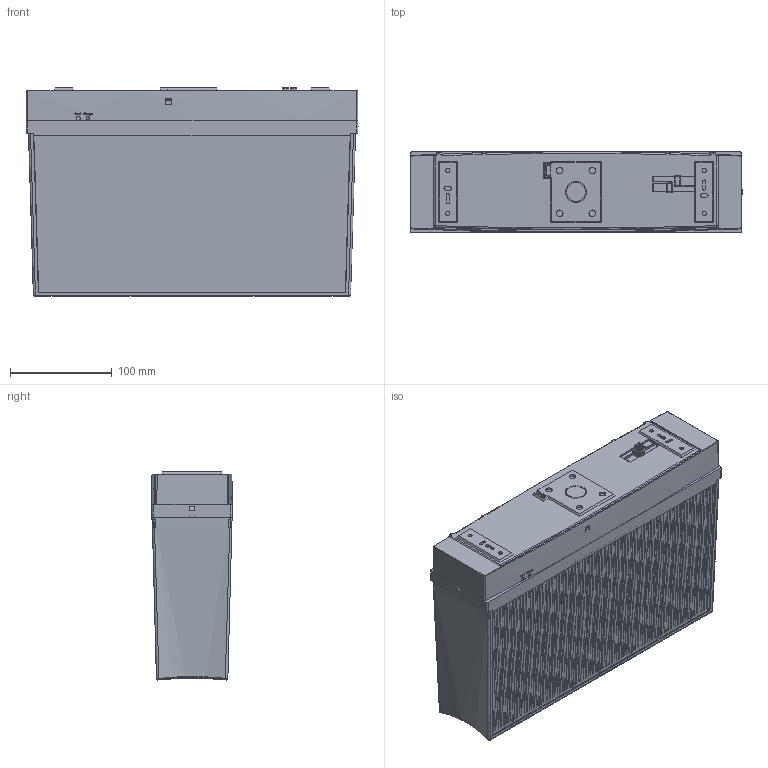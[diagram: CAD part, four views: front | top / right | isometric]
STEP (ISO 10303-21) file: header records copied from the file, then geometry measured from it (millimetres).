
FILE_DESCRIPTION((''),'2;1');
FILE_NAME('M3B','2025-08-05T14:54:47',('ainger.jiang'),(''),'CREO PARAMETRIC BY PTC INC, 2024401','CREO PARAMETRIC BY PTC INC, 2024401','');
FILE_SCHEMA(('CONFIG_CONTROL_DESIGN'));
Products named in the file (1): M3B
Bounding box: 326.19 x 79.25 x 204.38 mm (x, y, z)
Volume: 4461913.8 mm3; surface area: 563116.5 mm2
Topology: 1 solids, 4 shells, 3066 faces, 8190 edges, 5404 vertices
Faces by surface type: plane 2649, cylinder 234, cone 124, bspline 26, torus 25, extrusion 4, sphere 4
Entity records: 96324 total; most frequent: CARTESIAN_POINT 22123, ORIENTED_EDGE 16374, DIRECTION 13181, EDGE_CURVE 8187, VECTOR 6463, LINE 6459, VERTEX_POINT 5404, EDGE_LOOP 3433
